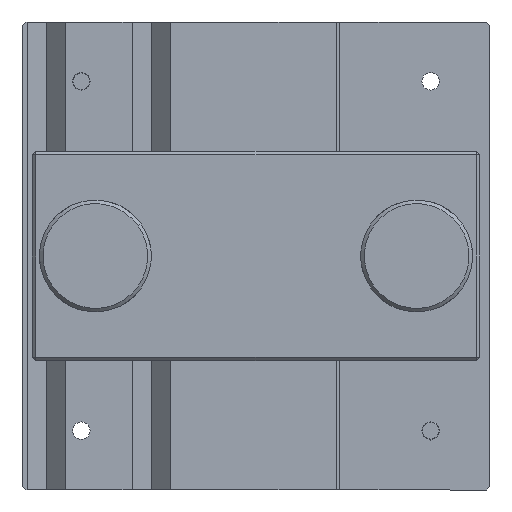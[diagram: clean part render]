
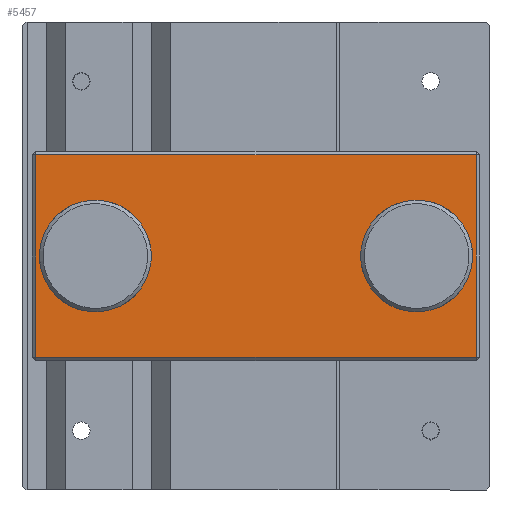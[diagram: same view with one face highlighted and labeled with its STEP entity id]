
A CAD part, front view. The second image highlights one B-rep face of the part: STEP entity #5457.
In plain terms, the highlighted planar face has unit normal (0, -1, 0).
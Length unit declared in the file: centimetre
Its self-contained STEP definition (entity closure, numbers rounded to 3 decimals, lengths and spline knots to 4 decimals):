
#24 = CIRCLE ( 'NONE', #2037, 0.4 ) ;
#35 = CIRCLE ( 'NONE', #2125, 0.4 ) ;
#37 = CIRCLE ( 'NONE', #2120, 0.4 ) ;
#38 = CIRCLE ( 'NONE', #2122, 0.4 ) ;
#348 = EDGE_CURVE ( 'NONE', #1418, #1417, #24, .T. ) ;
#390 = EDGE_CURVE ( 'NONE', #1372, #1377, #612, .T. ) ;
#391 = EDGE_CURVE ( 'NONE', #1370, #1372, #589, .T. ) ;
#392 = EDGE_CURVE ( 'NONE', #1377, #1373, #579, .T. ) ;
#393 = EDGE_CURVE ( 'NONE', #1419, #1420, #35, .T. ) ;
#394 = EDGE_CURVE ( 'NONE', #1373, #1370, #590, .T. ) ;
#395 = EDGE_CURVE ( 'NONE', #1417, #1418, #37, .T. ) ;
#396 = EDGE_CURVE ( 'NONE', #1420, #1419, #38, .T. ) ;
#521 = DIRECTION ( 'NONE',  ( 0., 0., -1. ) ) ;
#538 = DIRECTION ( 'NONE',  ( 0., 0., -1. ) ) ;
#546 = DIRECTION ( 'NONE',  ( 0., 1., 0. ) ) ;
#557 = DIRECTION ( 'NONE',  ( 0., 0., -1. ) ) ;
#560 = DIRECTION ( 'NONE',  ( 0., 1., 0. ) ) ;
#561 = CARTESIAN_POINT ( 'NONE',  ( 3.1663, -0.4791, 0. ) ) ;
#577 = CARTESIAN_POINT ( 'NONE',  ( -1.4337, -0.4791, 0. ) ) ;
#579 = LINE ( 'NONE', #580, #2121 ) ;
#580 = CARTESIAN_POINT ( 'NONE',  ( 4.0163, -0.4791, 1.5 ) ) ;
#584 = DIRECTION ( 'NONE',  ( 0., 0., 1. ) ) ;
#589 = LINE ( 'NONE', #613, #2123 ) ;
#590 = LINE ( 'NONE', #591, #2118 ) ;
#591 = CARTESIAN_POINT ( 'NONE',  ( -2.3337, -0.4791, 1.45 ) ) ;
#600 = DIRECTION ( 'NONE',  ( -1., 0., 0. ) ) ;
#602 = CARTESIAN_POINT ( 'NONE',  ( 3.1663, -0.4791, 0. ) ) ;
#605 = DIRECTION ( 'NONE',  ( 1., 0., 0. ) ) ;
#606 = CARTESIAN_POINT ( 'NONE',  ( 4.0663, -0.4791, -1.45 ) ) ;
#612 = LINE ( 'NONE', #606, #2124 ) ;
#613 = CARTESIAN_POINT ( 'NONE',  ( -2.2837, -0.4791, -1.5 ) ) ;
#614 = DIRECTION ( 'NONE',  ( 0., 0., -1. ) ) ;
#626 = DIRECTION ( 'NONE',  ( 0., 1., 0. ) ) ;
#769 = FACE_BOUND ( 'NONE', #1216, .T. ) ;
#790 = AXIS2_PLACEMENT_3D ( 'NONE', #6363, #6364, #6365 ) ;
#815 = FACE_BOUND ( 'NONE', #1208, .T. ) ;
#825 = FACE_OUTER_BOUND ( 'NONE', #1213, .T. ) ;
#1051 = ORIENTED_EDGE ( 'NONE', *, *, #396, .T. ) ;
#1053 = ORIENTED_EDGE ( 'NONE', *, *, #393, .T. ) ;
#1055 = ORIENTED_EDGE ( 'NONE', *, *, #395, .T. ) ;
#1063 = ORIENTED_EDGE ( 'NONE', *, *, #390, .T. ) ;
#1065 = ORIENTED_EDGE ( 'NONE', *, *, #394, .T. ) ;
#1066 = ORIENTED_EDGE ( 'NONE', *, *, #392, .T. ) ;
#1082 = ORIENTED_EDGE ( 'NONE', *, *, #348, .T. ) ;
#1208 = EDGE_LOOP ( 'NONE', ( #1051, #1053 ) ) ;
#1213 = EDGE_LOOP ( 'NONE', ( #1243, #1063, #1066, #1065 ) ) ;
#1216 = EDGE_LOOP ( 'NONE', ( #1082, #1055 ) ) ;
#1243 = ORIENTED_EDGE ( 'NONE', *, *, #391, .T. ) ;
#1370 = VERTEX_POINT ( 'NONE', #2230 ) ;
#1372 = VERTEX_POINT ( 'NONE', #2232 ) ;
#1373 = VERTEX_POINT ( 'NONE', #2233 ) ;
#1377 = VERTEX_POINT ( 'NONE', #2235 ) ;
#1417 = VERTEX_POINT ( 'NONE', #2274 ) ;
#1418 = VERTEX_POINT ( 'NONE', #2275 ) ;
#1419 = VERTEX_POINT ( 'NONE', #2276 ) ;
#1420 = VERTEX_POINT ( 'NONE', #2277 ) ;
#2037 = AXIS2_PLACEMENT_3D ( 'NONE', #5249, #5248, #5247 ) ;
#2118 = VECTOR ( 'NONE', #600, 100. ) ;
#2120 = AXIS2_PLACEMENT_3D ( 'NONE', #577, #546, #521 ) ;
#2121 = VECTOR ( 'NONE', #584, 100. ) ;
#2122 = AXIS2_PLACEMENT_3D ( 'NONE', #561, #560, #557 ) ;
#2123 = VECTOR ( 'NONE', #614, 100. ) ;
#2124 = VECTOR ( 'NONE', #605, 100. ) ;
#2125 = AXIS2_PLACEMENT_3D ( 'NONE', #602, #626, #538 ) ;
#2230 = CARTESIAN_POINT ( 'NONE',  ( -2.2837, -0.4791, 1.45 ) ) ;
#2232 = CARTESIAN_POINT ( 'NONE',  ( -2.2837, -0.4791, -1.45 ) ) ;
#2233 = CARTESIAN_POINT ( 'NONE',  ( 4.0163, -0.4791, 1.45 ) ) ;
#2235 = CARTESIAN_POINT ( 'NONE',  ( 4.0163, -0.4791, -1.45 ) ) ;
#2274 = CARTESIAN_POINT ( 'NONE',  ( -1.4337, -0.4791, 0.4 ) ) ;
#2275 = CARTESIAN_POINT ( 'NONE',  ( -1.4337, -0.4791, -0.4 ) ) ;
#2276 = CARTESIAN_POINT ( 'NONE',  ( 3.1663, -0.4791, 0.4 ) ) ;
#2277 = CARTESIAN_POINT ( 'NONE',  ( 3.1663, -0.4791, -0.4 ) ) ;
#5247 = DIRECTION ( 'NONE',  ( 0., 0., -1. ) ) ;
#5248 = DIRECTION ( 'NONE',  ( 0., 1., 0. ) ) ;
#5249 = CARTESIAN_POINT ( 'NONE',  ( -1.4337, -0.4791, 0. ) ) ;
#5457 = ADVANCED_FACE ( 'NONE', ( #825, #815, #769 ), #6362, .T. ) ;
#6362 = PLANE ( 'NONE',  #790 ) ;
#6363 = CARTESIAN_POINT ( 'NONE',  ( -2.3337, -0.4791, 1.5 ) ) ;
#6364 = DIRECTION ( 'NONE',  ( 0., -1., 0. ) ) ;
#6365 = DIRECTION ( 'NONE',  ( 0., 0., -1. ) ) ;
